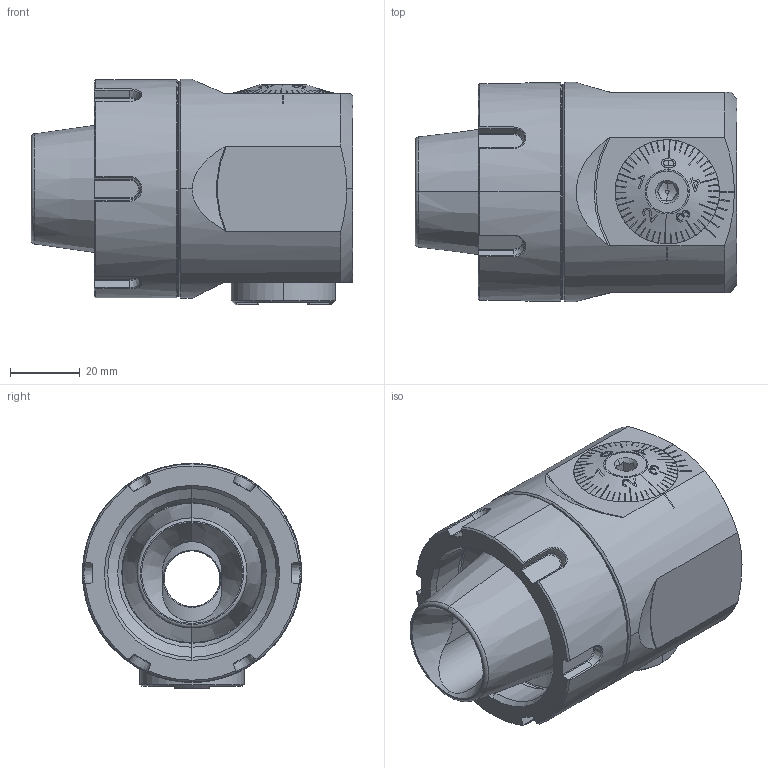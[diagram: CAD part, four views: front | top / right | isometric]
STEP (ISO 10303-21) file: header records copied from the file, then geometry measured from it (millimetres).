
FILE_DESCRIPTION (( 'STEP AP203' ), '1' );
FILE_NAME ('B05.040.003.152.STEP', '2024-08-30T10:46:27', ( '' ), ( '' ), 'SwSTEP 2.0', 'SolidWorks 2022', '' );
FILE_SCHEMA (( 'CONFIG_CONTROL_DESIGN' ));
Length unit declared in the file: millimetre
Products named in the file (18): AV6-BG1.AA4.052; ISO 4026 - M5 x 16; A55-BG2.012.006_B; A55-BG2.013.005_C; Klebstoff D10; ISO 4026 - M10 x 10_PreviewCfg; Sprengring_15.07.2011_003_Sprengring ø40; AV6-BG3.003.014_A_mit Gewinde; E40-AV6.AA3.062_B; B05.040.003.152; A55-BG3.011.033_A_gekürzt; AV6-BG2.014.011_B_Abgedreht; MSX-ER1.XXX.XXX_A_Mutter Spannzangenkegel E40; ISO 4026 - M10 x 18; AV6-BG1.DA3.052_A; A55-BG2.011.016_F; DIN 7984 - M3 x 8_DIN 7984 - M3 x 5; DIN 3771 - 25x1.5
Assembly tree (17 placements, depth 3):
  B05.040.003.152
    E40-AV6.AA3.062_B
    AV6-BG1.AA4.052
      AV6-BG1.DA3.052_A
      AV6-BG3.003.014_A_mit Gewinde
      A55-BG2.011.016_F
      AV6-BG2.014.011_B_Abgedreht
      A55-BG2.013.005_C
      DIN 3771 - 25x1.5
      A55-BG2.012.006_B
      ISO 4026 - M5 x 16
      ISO 4026 - M10 x 18
    A55-BG3.011.033_A_gekürzt
    Klebstoff D10
    ISO 4026 - M10 x 10_PreviewCfg
    DIN 7984 - M3 x 8_DIN 7984 - M3 x 5
    MSX-ER1.XXX.XXX_A_Mutter Spannzangenkegel E40
    Sprengring_15.07.2011_003_Sprengring ø40
Bounding box: 92.5 x 63 x 64.76 mm (x, y, z)
Volume: 191057.5 mm3; surface area: 59899.4 mm2
Topology: 16 solids, 16 shells, 843 faces, 2155 edges, 1361 vertices
Faces by surface type: plane 374, cone 197, cylinder 150, torus 72, bspline 50
Entity records: 33041 total; most frequent: CARTESIAN_POINT 11534, ORIENTED_EDGE 4302, DIRECTION 3804, EDGE_CURVE 2151, AXIS2_PLACEMENT_3D 1466, VERTEX_POINT 1361, EDGE_LOOP 896, LINE 872
